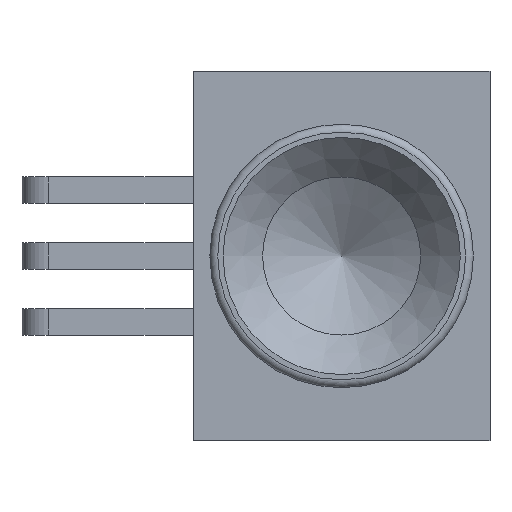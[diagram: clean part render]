
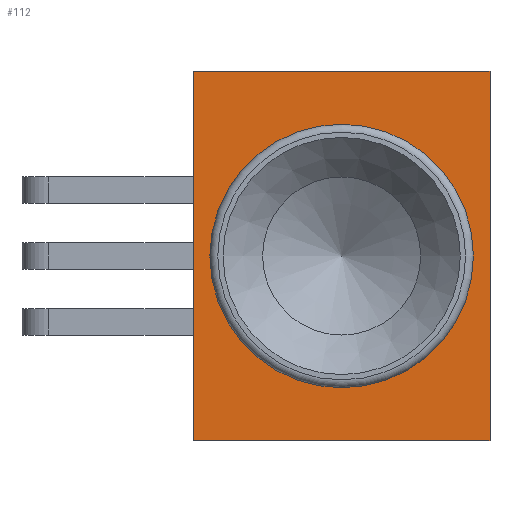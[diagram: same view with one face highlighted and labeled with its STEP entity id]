
A CAD part, left-side view. The second image highlights one B-rep face of the part: STEP entity #112.
In plain terms, the highlighted planar face has unit normal (-1, 0, 0).
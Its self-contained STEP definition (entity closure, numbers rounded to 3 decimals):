
#112=ADVANCED_FACE('',(#443,#445),#447,.T.);
#443=FACE_BOUND('',#444,.T.);
#444=EDGE_LOOP('',(#679,#680,#681,#682));
#445=FACE_BOUND('',#446,.T.);
#446=EDGE_LOOP('',(#683));
#447=PLANE('',#448);
#448=AXIS2_PLACEMENT_3D('',#449,#450,#451);
#449=CARTESIAN_POINT('',(-2.,0.,0.));
#450=DIRECTION('',(-1.,0.,0.));
#451=DIRECTION('',(0.,0.,-1.));
#679=ORIENTED_EDGE('',*,*,#842,.T.);
#680=ORIENTED_EDGE('',*,*,#843,.T.);
#681=ORIENTED_EDGE('',*,*,#844,.T.);
#682=ORIENTED_EDGE('',*,*,#845,.T.);
#683=ORIENTED_EDGE('',*,*,#841,.F.);
#841=EDGE_CURVE('',#930,#930,#931,.T.);
#842=EDGE_CURVE('',#932,#933,#934,.T.);
#843=EDGE_CURVE('',#933,#935,#936,.T.);
#844=EDGE_CURVE('',#935,#937,#938,.T.);
#845=EDGE_CURVE('',#937,#932,#939,.T.);
#930=VERTEX_POINT('',#1087);
#931=CIRCLE('',#1088,5.);
#932=VERTEX_POINT('',#1092);
#933=VERTEX_POINT('',#1093);
#934=LINE('',#1094,#1095);
#935=VERTEX_POINT('',#1097);
#936=LINE('',#1098,#1099);
#937=VERTEX_POINT('',#1101);
#938=LINE('',#1102,#1103);
#939=LINE('',#1105,#1106);
#1087=CARTESIAN_POINT('',(-2.,5.622,0.));
#1088=AXIS2_PLACEMENT_3D('',#1089,#1090,#1091);
#1089=CARTESIAN_POINT('',(-2.,5.622,5.));
#1090=DIRECTION('',(-1.,0.,0.));
#1091=DIRECTION('',(0.,0.,-1.));
#1092=CARTESIAN_POINT('',(-2.,-0.005,-2.));
#1093=CARTESIAN_POINT('',(-2.,-0.005,12.));
#1094=CARTESIAN_POINT('',(-2.,-0.005,-2.));
#1095=VECTOR('',#1096,1.);
#1096=DIRECTION('',(0.,0.,1.));
#1097=CARTESIAN_POINT('',(-2.,11.25,12.));
#1098=CARTESIAN_POINT('',(-2.,-0.005,12.));
#1099=VECTOR('',#1100,1.);
#1100=DIRECTION('',(0.,1.,0.));
#1101=CARTESIAN_POINT('',(-2.,11.25,-2.));
#1102=CARTESIAN_POINT('',(-2.,11.25,12.));
#1103=VECTOR('',#1104,1.);
#1104=DIRECTION('',(0.,0.,-1.));
#1105=CARTESIAN_POINT('',(-2.,11.25,-2.));
#1106=VECTOR('',#1107,1.);
#1107=DIRECTION('',(0.,-1.,0.));
